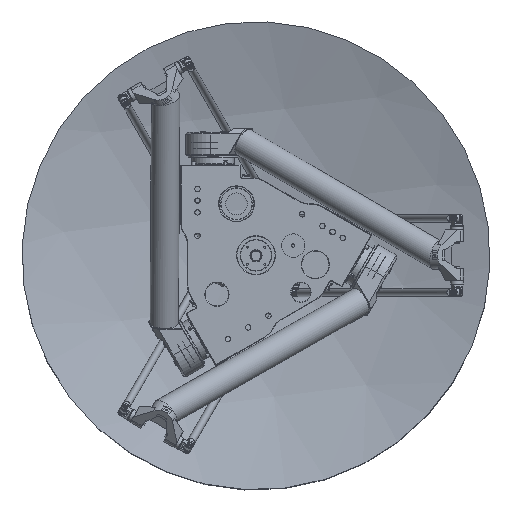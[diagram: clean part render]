
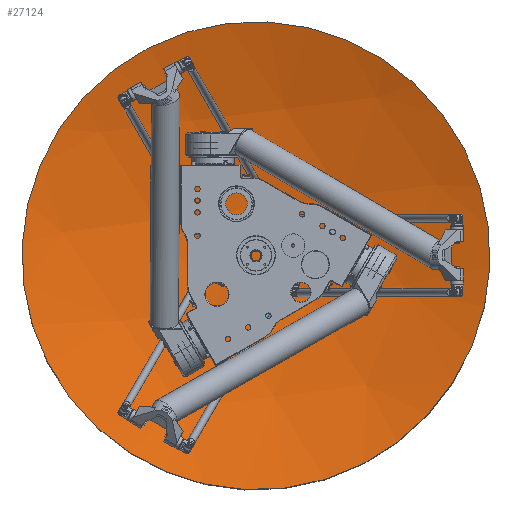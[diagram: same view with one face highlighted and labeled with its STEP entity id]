
A CAD part, top view. The second image highlights one B-rep face of the part: STEP entity #27124.
In plain terms, the highlighted spherical face has radius 1850 mm.
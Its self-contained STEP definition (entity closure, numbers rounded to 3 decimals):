
#11=SPHERICAL_SURFACE('',#29922,1850.);
#8481=FACE_OUTER_BOUND('',#10470,.T.);
#10470=EDGE_LOOP('',(#25074));
#11557=CIRCLE('',#29920,600.);
#14019=VERTEX_POINT('',#55393);
#17704=EDGE_CURVE('',#14019,#14019,#11557,.T.);
#25074=ORIENTED_EDGE('',*,*,#17704,.T.);
#27124=ADVANCED_FACE('',(#8481),#11,.F.);
#29920=AXIS2_PLACEMENT_3D('',#55394,#37471,#37472);
#29922=AXIS2_PLACEMENT_3D('',#55397,#37475,#37476);
#37471=DIRECTION('center_axis',(0.,1.,0.));
#37472=DIRECTION('ref_axis',(1.,0.,0.));
#37475=DIRECTION('center_axis',(0.,0.,1.));
#37476=DIRECTION('ref_axis',(1.,0.,0.));
#55393=CARTESIAN_POINT('',(600.,0.,0.));
#55394=CARTESIAN_POINT('Origin',(0.,0.,
0.));
#55397=CARTESIAN_POINT('Origin',(0.,1750.,0.));
